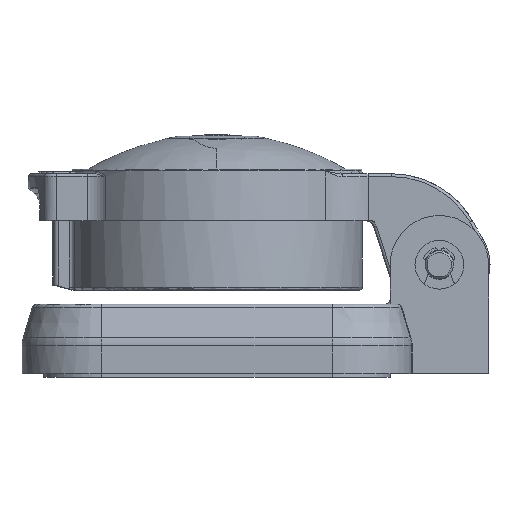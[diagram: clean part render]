
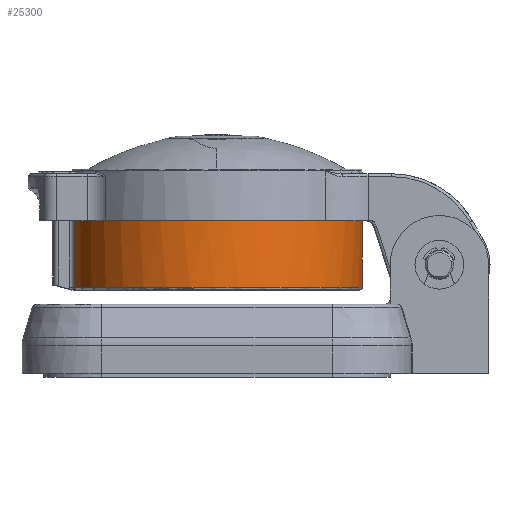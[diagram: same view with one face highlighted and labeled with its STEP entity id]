
A CAD part, left-side view. The second image highlights one B-rep face of the part: STEP entity #25300.
In plain terms, the highlighted cylindrical face has radius 15.5 mm (diameter 31 mm), a partial arc.
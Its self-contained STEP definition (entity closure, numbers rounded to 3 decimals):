
#23213=DIRECTION('',(0.,0.,1.));
#23214=VECTOR('',#23213,7.1);
#23215=CARTESIAN_POINT('',(-15.,3.905,-7.1));
#23216=LINE('',#23215,#23214);
#23217=DIRECTION('',(0.,0.,-1.));
#23218=VECTOR('',#23217,7.1);
#23219=CARTESIAN_POINT('',(2.906,-15.225,0.));
#23220=LINE('',#23219,#23218);
#23228=CARTESIAN_POINT('',(0.,0.,-7.1));
#23229=DIRECTION('',(0.,0.,1.));
#23230=DIRECTION('',(0.188,-0.982,0.));
#23231=AXIS2_PLACEMENT_3D('',#23228,#23229,#23230);
#23342=CARTESIAN_POINT('',(0.,0.,0.));
#23343=DIRECTION('',(0.,0.,1.));
#23344=DIRECTION('',(0.73,0.683,0.));
#23345=AXIS2_PLACEMENT_3D('',#23342,#23343,#23344);
#23347=CARTESIAN_POINT('',(0.,0.,0.));
#23348=DIRECTION('',(0.,0.,1.));
#23349=DIRECTION('',(0.188,-0.982,0.));
#23350=AXIS2_PLACEMENT_3D('',#23347,#23348,#23349);
#24946=CARTESIAN_POINT('',(-15.,3.905,-7.1));
#24947=CARTESIAN_POINT('',(-15.,3.905,0.));
#24948=VERTEX_POINT('',#24946);
#24949=VERTEX_POINT('',#24947);
#24962=CARTESIAN_POINT('',(2.906,-15.225,-7.1));
#24963=VERTEX_POINT('',#24962);
#24965=CARTESIAN_POINT('',(11.316,10.592,0.));
#24966=VERTEX_POINT('',#24965);
#24967=CARTESIAN_POINT('',(2.906,-15.225,0.));
#24968=VERTEX_POINT('',#24967);
#25284=CARTESIAN_POINT('',(0.,0.,-7.4));
#25285=DIRECTION('',(0.,0.,1.));
#25286=DIRECTION('',(0.73,0.683,0.));
#25287=AXIS2_PLACEMENT_3D('',#25284,#25285,#25286);
#25288=CYLINDRICAL_SURFACE('',#25287,15.5);
#25289=ORIENTED_EDGE('',*,*,#25269,.F.);
#25291=ORIENTED_EDGE('',*,*,#25290,.F.);
#25293=ORIENTED_EDGE('',*,*,#25292,.F.);
#25295=ORIENTED_EDGE('',*,*,#25294,.T.);
#25297=ORIENTED_EDGE('',*,*,#25296,.T.);
#25298=EDGE_LOOP('',(#25289,#25291,#25293,#25295,#25297));
#25299=FACE_OUTER_BOUND('',#25298,.F.);
#23232=CIRCLE('',#23231,15.5);
#23346=CIRCLE('',#23345,15.5);
#23351=CIRCLE('',#23350,15.5);
#25269=EDGE_CURVE('',#24948,#24949,#23216,.T.);
#25290=EDGE_CURVE('',#24963,#24948,#23232,.T.);
#25292=EDGE_CURVE('',#24968,#24963,#23220,.T.);
#25294=EDGE_CURVE('',#24968,#24966,#23351,.T.);
#25296=EDGE_CURVE('',#24966,#24949,#23346,.T.);
#25300=ADVANCED_FACE('',(#25299),#25288,.T.);
